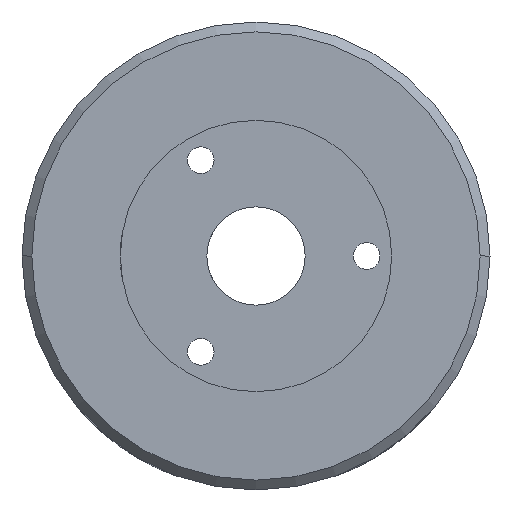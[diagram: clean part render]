
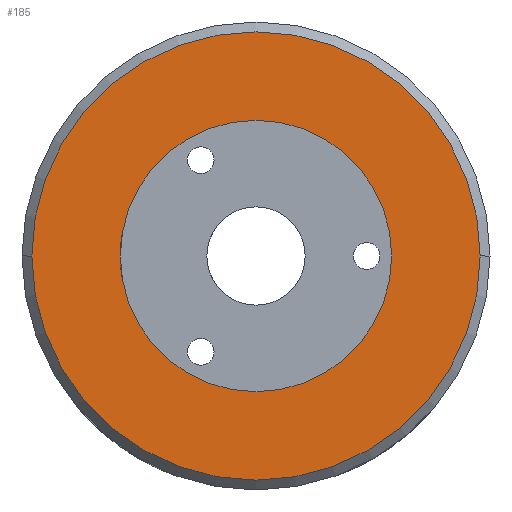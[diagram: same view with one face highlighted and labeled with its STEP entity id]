
A CAD part, left-side view. The second image highlights one B-rep face of the part: STEP entity #185.
In plain terms, the highlighted planar face has unit normal (-1, 0, 0).
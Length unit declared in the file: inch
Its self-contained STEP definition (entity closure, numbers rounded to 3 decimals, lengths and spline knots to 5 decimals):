
#12 = FACE_BOUND ( 'NONE', #2861, .T. ) ;
#185 = ADVANCED_FACE ( 'NONE', ( #1977, #12 ), #688, .F. ) ;
#442 = DIRECTION ( 'NONE',  ( -1., 0., 0. ) ) ;
#444 = DIRECTION ( 'NONE',  ( 0., -1., 0. ) ) ;
#678 = DIRECTION ( 'NONE',  ( 0., 1., 0. ) ) ;
#679 = DIRECTION ( 'NONE',  ( 1., 0., 0. ) ) ;
#688 = PLANE ( 'NONE',  #1833 ) ;
#689 = CARTESIAN_POINT ( 'NONE',  ( -0.53, 1.19, 0. ) ) ;
#832 = VERTEX_POINT ( 'NONE', #1551 ) ;
#838 = VERTEX_POINT ( 'NONE', #1555 ) ;
#879 = VERTEX_POINT ( 'NONE', #1579 ) ;
#894 = VERTEX_POINT ( 'NONE', #1588 ) ;
#1092 = DIRECTION ( 'NONE',  ( 0., 1., 0. ) ) ;
#1107 = CARTESIAN_POINT ( 'NONE',  ( -0.53, 0., 0. ) ) ;
#1170 = DIRECTION ( 'NONE',  ( -1., 0., 0. ) ) ;
#1246 = CARTESIAN_POINT ( 'NONE',  ( -0.53, 0., 0. ) ) ;
#1268 = DIRECTION ( 'NONE',  ( -1., 0., 0. ) ) ;
#1305 = DIRECTION ( 'NONE',  ( 0., -1., 0. ) ) ;
#1551 = CARTESIAN_POINT ( 'NONE',  ( -0.53, 0.69, 0. ) ) ;
#1555 = CARTESIAN_POINT ( 'NONE',  ( -0.53, -0.69, 0. ) ) ;
#1579 = CARTESIAN_POINT ( 'NONE',  ( -0.53, -1.14, 0. ) ) ;
#1588 = CARTESIAN_POINT ( 'NONE',  ( -0.53, 1.14, 0. ) ) ;
#1726 = EDGE_CURVE ( 'NONE', #879, #894, #2541, .T. ) ;
#1770 = EDGE_CURVE ( 'NONE', #838, #832, #2596, .T. ) ;
#1809 = EDGE_CURVE ( 'NONE', #832, #838, #2635, .T. ) ;
#1833 = AXIS2_PLACEMENT_3D ( 'NONE', #689, #679, #678 ) ;
#1977 = FACE_OUTER_BOUND ( 'NONE', #3790, .T. ) ;
#2264 = EDGE_CURVE ( 'NONE', #894, #879, #2669, .T. ) ;
#2368 = AXIS2_PLACEMENT_3D ( 'NONE', #3119, #3118, #3117 ) ;
#2387 = AXIS2_PLACEMENT_3D ( 'NONE', #3485, #442, #444 ) ;
#2403 = AXIS2_PLACEMENT_3D ( 'NONE', #1107, #1268, #1305 ) ;
#2430 = AXIS2_PLACEMENT_3D ( 'NONE', #1246, #1170, #1092 ) ;
#2541 = CIRCLE ( 'NONE', #2368, 1.14 ) ;
#2596 = CIRCLE ( 'NONE', #2387, 0.69 ) ;
#2635 = CIRCLE ( 'NONE', #2403, 0.69 ) ;
#2669 = CIRCLE ( 'NONE', #2430, 1.14 ) ;
#2861 = EDGE_LOOP ( 'NONE', ( #3526, #3525 ) ) ;
#3117 = DIRECTION ( 'NONE',  ( 0., 1., 0. ) ) ;
#3118 = DIRECTION ( 'NONE',  ( -1., 0., 0. ) ) ;
#3119 = CARTESIAN_POINT ( 'NONE',  ( -0.53, 0., 0. ) ) ;
#3485 = CARTESIAN_POINT ( 'NONE',  ( -0.53, 0., 0. ) ) ;
#3525 = ORIENTED_EDGE ( 'NONE', *, *, #1809, .F. ) ;
#3526 = ORIENTED_EDGE ( 'NONE', *, *, #1770, .F. ) ;
#3527 = ORIENTED_EDGE ( 'NONE', *, *, #1726, .T. ) ;
#3528 = ORIENTED_EDGE ( 'NONE', *, *, #2264, .T. ) ;
#3790 = EDGE_LOOP ( 'NONE', ( #3528, #3527 ) ) ;
